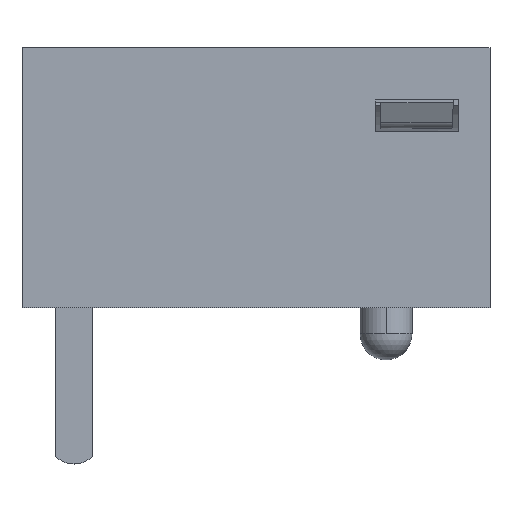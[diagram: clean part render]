
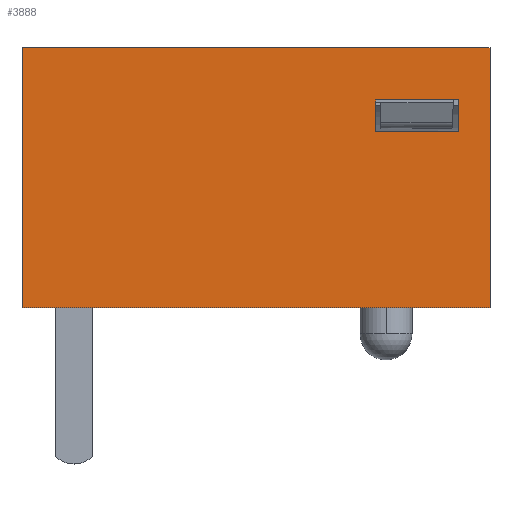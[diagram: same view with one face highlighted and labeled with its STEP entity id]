
A CAD part, left-side view. The second image highlights one B-rep face of the part: STEP entity #3888.
In plain terms, the highlighted planar face has unit normal (-1, 0, 0).
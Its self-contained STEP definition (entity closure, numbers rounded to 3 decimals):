
#359 = DIRECTION ( 'NONE',  ( 0., 0., 1. ) ) ;
#536 = ORIENTED_EDGE ( 'NONE', *, *, #3328, .T. ) ;
#603 = VECTOR ( 'NONE', #6561, 1000. ) ;
#684 = CARTESIAN_POINT ( 'NONE',  ( -3., 12.7, 4. ) ) ;
#800 = ORIENTED_EDGE ( 'NONE', *, *, #2527, .T. ) ;
#812 = VECTOR ( 'NONE', #3808, 1000. ) ;
#813 = LINE ( 'NONE', #2653, #7531 ) ;
#909 = ORIENTED_EDGE ( 'NONE', *, *, #2464, .T. ) ;
#938 = LINE ( 'NONE', #7493, #3621 ) ;
#1024 = DIRECTION ( 'NONE',  ( 0., 0., 1. ) ) ;
#1113 = CARTESIAN_POINT ( 'NONE',  ( -3., 12.7, 3.4 ) ) ;
#1155 = CARTESIAN_POINT ( 'NONE',  ( -3., 11.1, 4. ) ) ;
#1401 = VERTEX_POINT ( 'NONE', #6518 ) ;
#1431 = VECTOR ( 'NONE', #4466, 1000. ) ;
#1896 = EDGE_CURVE ( 'NONE', #3133, #1401, #4293, .T. ) ;
#1950 = VECTOR ( 'NONE', #3546, 1000. ) ;
#2404 = CARTESIAN_POINT ( 'NONE',  ( -3., 10.5, 0. ) ) ;
#2464 = EDGE_CURVE ( 'NONE', #8119, #1401, #3155, .T. ) ;
#2527 = EDGE_CURVE ( 'NONE', #6527, #5994, #813, .T. ) ;
#2543 = CARTESIAN_POINT ( 'NONE',  ( -3., 19.5, 4. ) ) ;
#2627 = FACE_BOUND ( 'NONE', #4370, .T. ) ;
#2653 = CARTESIAN_POINT ( 'NONE',  ( -3., 12.7, 3.4 ) ) ;
#2934 = LINE ( 'NONE', #5946, #3565 ) ;
#2943 = ORIENTED_EDGE ( 'NONE', *, *, #6374, .T. ) ;
#2977 = ORIENTED_EDGE ( 'NONE', *, *, #8448, .T. ) ;
#3133 = VERTEX_POINT ( 'NONE', #3714 ) ;
#3155 = LINE ( 'NONE', #5843, #603 ) ;
#3328 = EDGE_CURVE ( 'NONE', #4836, #6527, #2934, .T. ) ;
#3425 = EDGE_LOOP ( 'NONE', ( #3477, #5360, #6878, #909 ) ) ;
#3477 = ORIENTED_EDGE ( 'NONE', *, *, #1896, .F. ) ;
#3546 = DIRECTION ( 'NONE',  ( 0., -1., 0. ) ) ;
#3565 = VECTOR ( 'NONE', #6674, 1000. ) ;
#3621 = VECTOR ( 'NONE', #359, 1000. ) ;
#3714 = CARTESIAN_POINT ( 'NONE',  ( -3., 19.5, 0. ) ) ;
#3808 = DIRECTION ( 'NONE',  ( 0., 0., 1. ) ) ;
#3888 = ADVANCED_FACE ( 'NONE', ( #2627, #4979 ), #5333, .T. ) ;
#4056 = DIRECTION ( 'NONE',  ( -1., 0., 0. ) ) ;
#4293 = LINE ( 'NONE', #5206, #812 ) ;
#4370 = EDGE_LOOP ( 'NONE', ( #2977, #536, #800, #2943 ) ) ;
#4466 = DIRECTION ( 'NONE',  ( 0., -1., 0. ) ) ;
#4680 = DIRECTION ( 'NONE',  ( 0., 1., 0. ) ) ;
#4836 = VERTEX_POINT ( 'NONE', #1155 ) ;
#4979 = FACE_OUTER_BOUND ( 'NONE', #3425, .T. ) ;
#5206 = CARTESIAN_POINT ( 'NONE',  ( -3., 19.5, 0. ) ) ;
#5333 = PLANE ( 'NONE',  #7966 ) ;
#5359 = DIRECTION ( 'NONE',  ( 0., 0., 1. ) ) ;
#5360 = ORIENTED_EDGE ( 'NONE', *, *, #7756, .T. ) ;
#5407 = EDGE_CURVE ( 'NONE', #5508, #8119, #938, .T. ) ;
#5508 = VERTEX_POINT ( 'NONE', #2404 ) ;
#5572 = CARTESIAN_POINT ( 'NONE',  ( -3., 12.7, 0. ) ) ;
#5843 = CARTESIAN_POINT ( 'NONE',  ( -3., 19.5, 5. ) ) ;
#5920 = LINE ( 'NONE', #2543, #1431 ) ;
#5946 = CARTESIAN_POINT ( 'NONE',  ( -3., 11.1, 5. ) ) ;
#5994 = VERTEX_POINT ( 'NONE', #1113 ) ;
#6374 = EDGE_CURVE ( 'NONE', #5994, #6614, #6682, .T. ) ;
#6445 = LINE ( 'NONE', #6782, #1950 ) ;
#6518 = CARTESIAN_POINT ( 'NONE',  ( -3., 19.5, 5. ) ) ;
#6527 = VERTEX_POINT ( 'NONE', #8303 ) ;
#6561 = DIRECTION ( 'NONE',  ( 0., 1., 0. ) ) ;
#6614 = VERTEX_POINT ( 'NONE', #684 ) ;
#6674 = DIRECTION ( 'NONE',  ( 0., 0., -1. ) ) ;
#6682 = LINE ( 'NONE', #5572, #8292 ) ;
#6782 = CARTESIAN_POINT ( 'NONE',  ( -3., 19.5, 0. ) ) ;
#6878 = ORIENTED_EDGE ( 'NONE', *, *, #5407, .T. ) ;
#7038 = CARTESIAN_POINT ( 'NONE',  ( -3., 10.5, 5. ) ) ;
#7283 = CARTESIAN_POINT ( 'NONE',  ( -3., 19.5, 0. ) ) ;
#7493 = CARTESIAN_POINT ( 'NONE',  ( -3., 10.5, 0. ) ) ;
#7531 = VECTOR ( 'NONE', #4680, 1000. ) ;
#7756 = EDGE_CURVE ( 'NONE', #3133, #5508, #6445, .T. ) ;
#7966 = AXIS2_PLACEMENT_3D ( 'NONE', #7283, #4056, #5359 ) ;
#8119 = VERTEX_POINT ( 'NONE', #7038 ) ;
#8292 = VECTOR ( 'NONE', #1024, 1000. ) ;
#8303 = CARTESIAN_POINT ( 'NONE',  ( -3., 11.1, 3.4 ) ) ;
#8448 = EDGE_CURVE ( 'NONE', #6614, #4836, #5920, .T. ) ;
